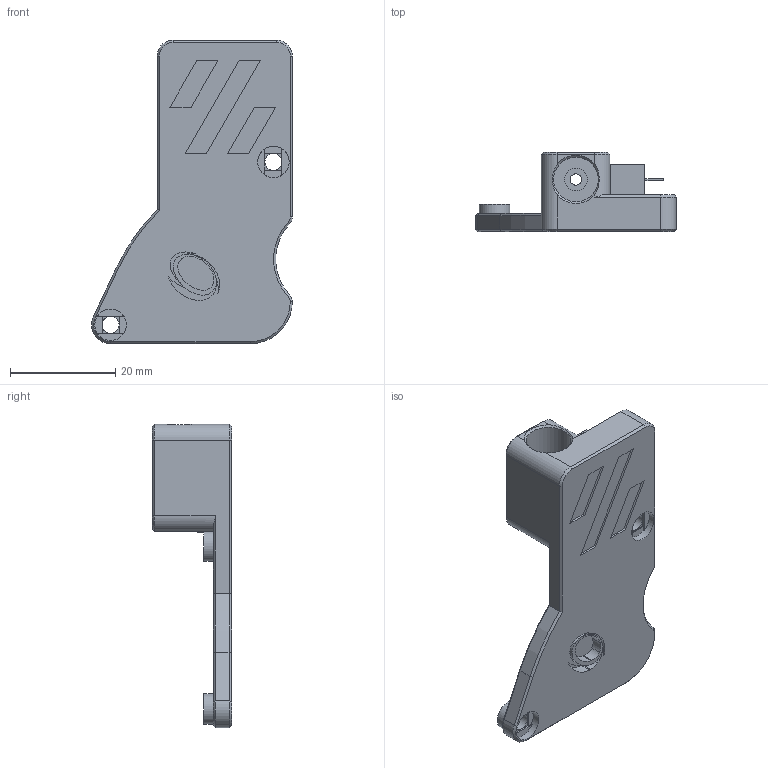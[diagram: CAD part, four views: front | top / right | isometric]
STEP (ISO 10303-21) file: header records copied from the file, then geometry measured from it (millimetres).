
FILE_DESCRIPTION(/* description */ (''),/* implementation_level */ '2;1');
FILE_NAME(/* name */ 'LGX Lite Filament Entry Sensor - Flat.step',/* time_stamp */ '2024-01-12T17:12:49-08:00',/* author */ (''),/* organization */ (''),/* preprocessor_version */ 'ST-DEVELOPER v20',/* originating_system */ 'Autodesk Translation Framework v12.14.0.127',/* authorisation */ '');
FILE_SCHEMA (('AUTOMOTIVE_DESIGN { 1 0 10303 214 3 1 1 }'));
Length unit declared in the file: millimetre
Products named in the file (2): LGX Lite Filament Entry Sensor - Flat; d2f-5 v1
Assembly tree (1 placements, depth 2):
  LGX Lite Filament Entry Sensor - Flat
    d2f-5 v1
Bounding box: 38.19 x 15.1 x 57.75 mm (x, y, z)
Volume: 9149 mm3; surface area: 5895.3 mm2
Topology: 2 solids, 2 shells, 205 faces, 521 edges, 334 vertices
Faces by surface type: plane 106, bspline 42, cylinder 32, cone 23, sphere 1, torus 1
Full cylindrical faces by diameter (mm): 1.7 x2, 2 x1, 2.2 x2, 3.25 x2, 4.3 x1, 5.8 x2, 6 x2, 6.5 x1, 8.5 x1
Entity records: 6730 total; most frequent: CARTESIAN_POINT 1803, ORIENTED_EDGE 1042, DIRECTION 927, EDGE_CURVE 521, VERTEX_POINT 334, LINE 311, VECTOR 311, AXIS2_PLACEMENT_3D 308
